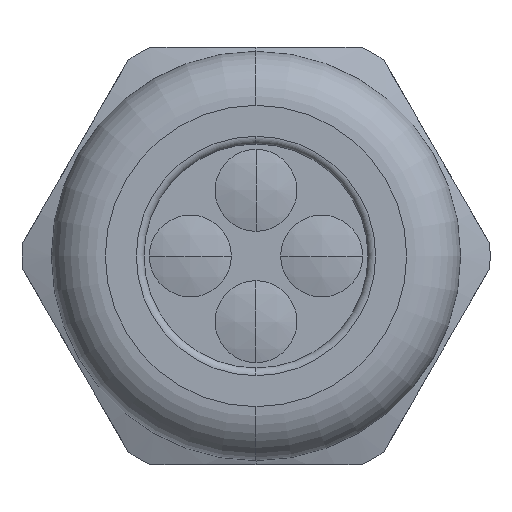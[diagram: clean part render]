
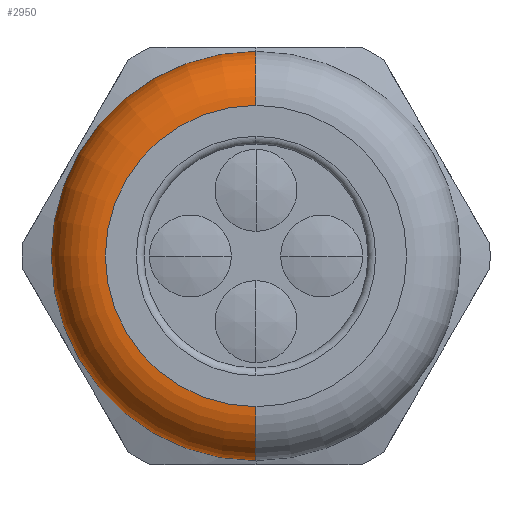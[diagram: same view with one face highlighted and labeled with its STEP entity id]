
A CAD part, left-side view. The second image highlights one B-rep face of the part: STEP entity #2950.
In plain terms, the highlighted toroidal (fillet/blend) face has major radius 9.75 mm and minor radius 3.5 mm.
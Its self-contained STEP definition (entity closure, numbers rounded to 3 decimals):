
#48 = AXIS2_PLACEMENT_3D ( 'NONE', #2556, #1887, #1565 ) ;
#61 = DIRECTION ( 'NONE',  ( 0., 0., -1. ) ) ;
#115 = AXIS2_PLACEMENT_3D ( 'NONE', #1622, #283, #2334 ) ;
#160 = EDGE_LOOP ( 'NONE', ( #2241, #3109, #291, #3893 ) ) ;
#283 = DIRECTION ( 'NONE',  ( 1., 0., 0. ) ) ;
#291 = ORIENTED_EDGE ( 'NONE', *, *, #983, .F. ) ;
#300 = DIRECTION ( 'NONE',  ( 0., 0., 1. ) ) ;
#433 = VERTEX_POINT ( 'NONE', #2707 ) ;
#761 = EDGE_CURVE ( 'NONE', #3946, #1485, #4127, .T. ) ;
#903 = EDGE_CURVE ( 'NONE', #3946, #3309, #1755, .T. ) ;
#983 = EDGE_CURVE ( 'NONE', #1485, #433, #3628, .T. ) ;
#1085 = DIRECTION ( 'NONE',  ( 0., 1., 0. ) ) ;
#1241 = CARTESIAN_POINT ( 'NONE',  ( -12., 0., -9.75 ) ) ;
#1404 = AXIS2_PLACEMENT_3D ( 'NONE', #3720, #1085, #300 ) ;
#1477 = AXIS2_PLACEMENT_3D ( 'NONE', #1241, #1511, #2893 ) ;
#1485 = VERTEX_POINT ( 'NONE', #3872 ) ;
#1511 = DIRECTION ( 'NONE',  ( 0., -1., 0. ) ) ;
#1559 = CARTESIAN_POINT ( 'NONE',  ( -15.5, 0., 9.75 ) ) ;
#1565 = DIRECTION ( 'NONE',  ( 0., 0., -1. ) ) ;
#1622 = CARTESIAN_POINT ( 'NONE',  ( -15.5, 0., 0. ) ) ;
#1755 = CIRCLE ( 'NONE', #115, 9.75 ) ;
#1887 = DIRECTION ( 'NONE',  ( 1., 0., 0. ) ) ;
#2241 = ORIENTED_EDGE ( 'NONE', *, *, #903, .T. ) ;
#2334 = DIRECTION ( 'NONE',  ( 0., 0., -1. ) ) ;
#2556 = CARTESIAN_POINT ( 'NONE',  ( -12., 0., 0. ) ) ;
#2707 = CARTESIAN_POINT ( 'NONE',  ( -12., 0., 13.25 ) ) ;
#2865 = CARTESIAN_POINT ( 'NONE',  ( -15.5, 0., -9.75 ) ) ;
#2893 = DIRECTION ( 'NONE',  ( 0., 0., -1. ) ) ;
#2897 = TOROIDAL_SURFACE ( 'NONE', #48, 9.75, 3.5 ) ;
#2950 = ADVANCED_FACE ( 'NONE', ( #4285 ), #2897, .T. ) ;
#3109 = ORIENTED_EDGE ( 'NONE', *, *, #3797, .T. ) ;
#3123 = CARTESIAN_POINT ( 'NONE',  ( -12., 0., 0. ) ) ;
#3164 = DIRECTION ( 'NONE',  ( 1., 0., 0. ) ) ;
#3309 = VERTEX_POINT ( 'NONE', #1559 ) ;
#3628 = CIRCLE ( 'NONE', #3846, 13.25 ) ;
#3720 = CARTESIAN_POINT ( 'NONE',  ( -12., 0., 9.75 ) ) ;
#3797 = EDGE_CURVE ( 'NONE', #3309, #433, #4193, .T. ) ;
#3846 = AXIS2_PLACEMENT_3D ( 'NONE', #3123, #3164, #61 ) ;
#3872 = CARTESIAN_POINT ( 'NONE',  ( -12., 0., -13.25 ) ) ;
#3893 = ORIENTED_EDGE ( 'NONE', *, *, #761, .F. ) ;
#3946 = VERTEX_POINT ( 'NONE', #2865 ) ;
#4127 = CIRCLE ( 'NONE', #1477, 3.5 ) ;
#4193 = CIRCLE ( 'NONE', #1404, 3.5 ) ;
#4285 = FACE_OUTER_BOUND ( 'NONE', #160, .T. ) ;
